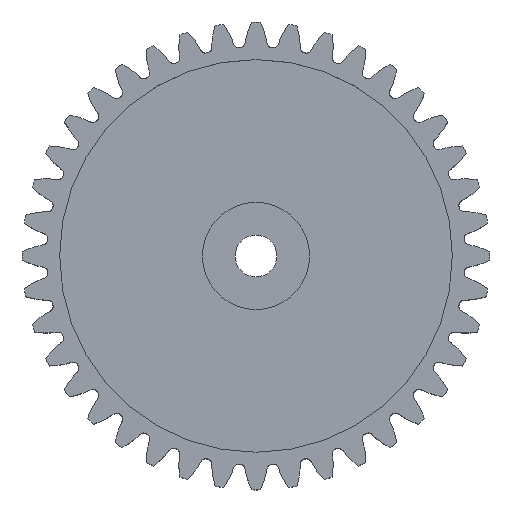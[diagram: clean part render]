
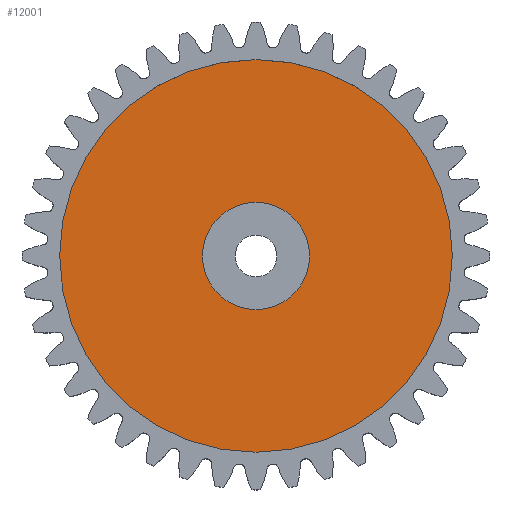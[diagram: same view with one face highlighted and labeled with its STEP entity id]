
A CAD part, top view. The second image highlights one B-rep face of the part: STEP entity #12001.
In plain terms, the highlighted planar face has unit normal (0, 0, 1).
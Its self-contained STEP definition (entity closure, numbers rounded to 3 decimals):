
#710 = PLANE ( 'NONE',  #13176 ) ;
#867 = DIRECTION ( 'NONE',  ( 1., 0., 0. ) ) ;
#1308 = EDGE_CURVE ( 'NONE', #3038, #11071, #15708, .T. ) ;
#1457 = CARTESIAN_POINT ( 'NONE',  ( -3.85, 0., 3.875 ) ) ;
#1630 = DIRECTION ( 'NONE',  ( 1., 0., 0. ) ) ;
#2914 = AXIS2_PLACEMENT_3D ( 'NONE', #7086, #14768, #867 ) ;
#3038 = VERTEX_POINT ( 'NONE', #17006 ) ;
#3720 = DIRECTION ( 'NONE',  ( 0., 0., -1. ) ) ;
#3964 = VERTEX_POINT ( 'NONE', #19313 ) ;
#4123 = EDGE_LOOP ( 'NONE', ( #18897, #9726 ) ) ;
#4169 = DIRECTION ( 'NONE',  ( 0., 0., 1. ) ) ;
#5126 = VERTEX_POINT ( 'NONE', #1457 ) ;
#5133 = AXIS2_PLACEMENT_3D ( 'NONE', #7634, #12245, #1630 ) ;
#5462 = FACE_BOUND ( 'NONE', #4123, .T. ) ;
#6077 = EDGE_LOOP ( 'NONE', ( #9832, #17212 ) ) ;
#6207 = EDGE_CURVE ( 'NONE', #5126, #3964, #17054, .T. ) ;
#6542 = CARTESIAN_POINT ( 'NONE',  ( 0., 0., 3.875 ) ) ;
#7086 = CARTESIAN_POINT ( 'NONE',  ( 0., 0., 3.875 ) ) ;
#7442 = AXIS2_PLACEMENT_3D ( 'NONE', #19005, #3720, #12821 ) ;
#7634 = CARTESIAN_POINT ( 'NONE',  ( 0., 0., 3.875 ) ) ;
#8596 = CIRCLE ( 'NONE', #11408, 14.1 ) ;
#9622 = EDGE_CURVE ( 'NONE', #3964, #5126, #10581, .T. ) ;
#9726 = ORIENTED_EDGE ( 'NONE', *, *, #6207, .T. ) ;
#9832 = ORIENTED_EDGE ( 'NONE', *, *, #1308, .F. ) ;
#10421 = DIRECTION ( 'NONE',  ( 1., 0., 0. ) ) ;
#10581 = CIRCLE ( 'NONE', #7442, 3.85 ) ;
#11071 = VERTEX_POINT ( 'NONE', #18104 ) ;
#11408 = AXIS2_PLACEMENT_3D ( 'NONE', #6542, #15898, #18754 ) ;
#12001 = ADVANCED_FACE ( 'NONE', ( #14303, #5462 ), #710, .T. ) ;
#12128 = EDGE_CURVE ( 'NONE', #11071, #3038, #8596, .T. ) ;
#12245 = DIRECTION ( 'NONE',  ( 0., 0., -1. ) ) ;
#12821 = DIRECTION ( 'NONE',  ( 1., 0., 0. ) ) ;
#13176 = AXIS2_PLACEMENT_3D ( 'NONE', #16002, #4169, #10421 ) ;
#14303 = FACE_OUTER_BOUND ( 'NONE', #6077, .T. ) ;
#14768 = DIRECTION ( 'NONE',  ( 0., 0., -1. ) ) ;
#15708 = CIRCLE ( 'NONE', #5133, 14.1 ) ;
#15898 = DIRECTION ( 'NONE',  ( 0., 0., -1. ) ) ;
#16002 = CARTESIAN_POINT ( 'NONE',  ( 0., 0., 3.875 ) ) ;
#17006 = CARTESIAN_POINT ( 'NONE',  ( 14.1, 0., 3.875 ) ) ;
#17054 = CIRCLE ( 'NONE', #2914, 3.85 ) ;
#17212 = ORIENTED_EDGE ( 'NONE', *, *, #12128, .F. ) ;
#18104 = CARTESIAN_POINT ( 'NONE',  ( -14.1, 0., 3.875 ) ) ;
#18754 = DIRECTION ( 'NONE',  ( 1., 0., 0. ) ) ;
#18897 = ORIENTED_EDGE ( 'NONE', *, *, #9622, .T. ) ;
#19005 = CARTESIAN_POINT ( 'NONE',  ( 0., 0., 3.875 ) ) ;
#19313 = CARTESIAN_POINT ( 'NONE',  ( 3.85, 0., 3.875 ) ) ;
